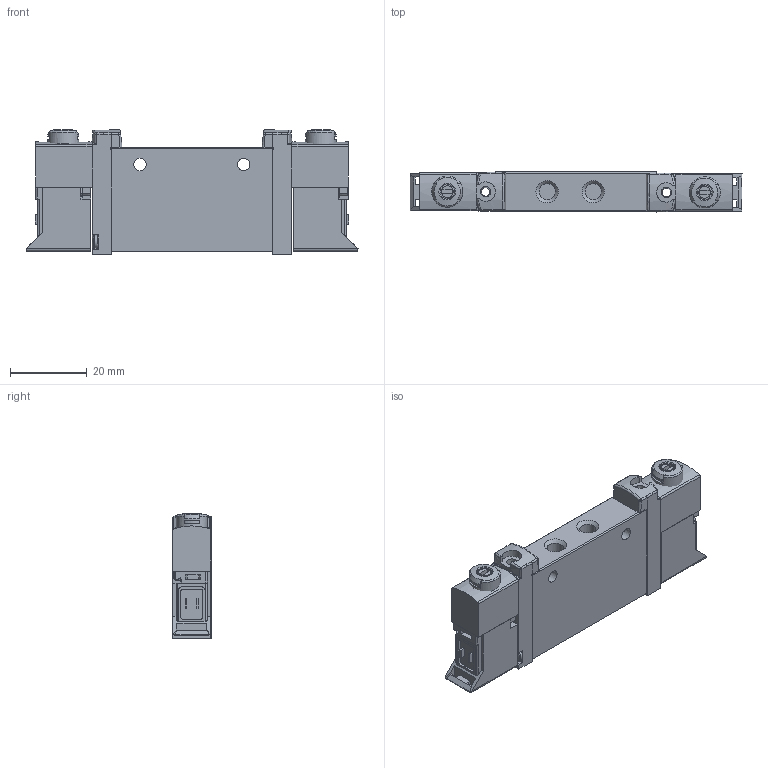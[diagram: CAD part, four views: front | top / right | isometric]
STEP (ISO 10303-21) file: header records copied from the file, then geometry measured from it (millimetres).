
FILE_DESCRIPTION(/* description */ (''),/* implementation_level */ '2;1');
FILE_NAME(/* name */ 'Pneumatics_Festo__VUVG-L-10-B52-T-M5.iam.step',/* time_stamp */ '2014-01-01T17:46:28-08:00',/* author */ ('s-2512170'),/* organization */ (''),/* preprocessor_version */ 'ST-DEVELOPER v15.2',/* originating_system */ 'Autodesk Inventor 2014',/* authorisation */ '');
FILE_SCHEMA (('AUTOMOTIVE_DESIGN { 1 0 10303 214 3 1 1 }'));
Length unit declared in the file: millimetre
Products named in the file (12): P7354M31_MAGNETSPULE; 00735431_MAGNETSPULE; 00693974_DECKEL_MPA; 00693973_STOESSEL_MPA; 00735435_MAGNETPLATTE_VUVG-0_5; 00735438_GEHAEUSE_VUVG-..R-0_5; 00735441_MAGNETVENTIL_VUVG-M1R-3_2G-0_5; 00736424_GEHAEUSE_VUVG-L-10-...-M5.1.1; 00736422_DECKEL_VUVG-...-10-.1; 00730989_LINSENSCHRAUBE_F-M1.8X7-A2-70; 00736426_GRUNDVENTIL_VUVG-L-10-B52-M5; Pneumatics_Festo__VUVG-L-10-B52-T-M5
Bounding box: 86.46 x 10.37 x 32.5 mm (x, y, z)
Volume: 22242.4 mm3; surface area: 12300.9 mm2
Topology: 12 solids, 14 shells, 917 faces, 2322 edges, 1466 vertices
Faces by surface type: plane 373, cylinder 296, bspline 123, cone 56, torus 49, sphere 20
Full cylindrical faces by diameter (mm): 0.7 x4, 0.8 x2, 1 x4, 1.45 x12, 1.5 x1, 1.8 x1, 2 x2, 2.4 x2, 2.9 x2, 3.2 x2, 3.4 x1, 3.6 x2, 3.8 x2, 3.9 x2, 4.2 x7, 4.4 x2, 4.7 x2, 5.1 x4, 6 x2, 6.4 x2, 7.4 x2, 8.1 x2, 8.7 x2
Entity records: 21822 total; most frequent: CARTESIAN_POINT 9191, DIRECTION 2526, ORIENTED_EDGE 2380, EDGE_CURVE 1190, AXIS2_PLACEMENT_3D 993, VERTEX_POINT 789, EDGE_LOOP 635, LINE 540
